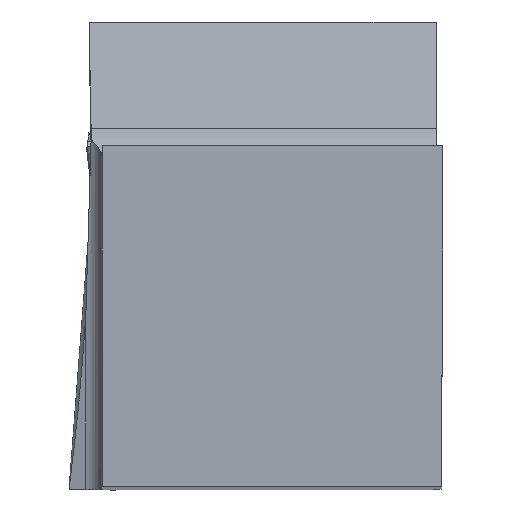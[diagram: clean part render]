
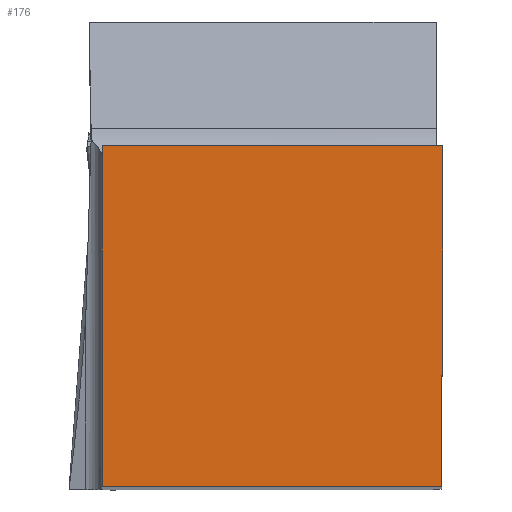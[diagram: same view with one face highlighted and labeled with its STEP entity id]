
A CAD part, top view. The second image highlights one B-rep face of the part: STEP entity #176.
In plain terms, the highlighted planar face has unit normal (0, 0, 1).
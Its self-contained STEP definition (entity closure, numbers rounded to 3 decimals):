
#118=PLANE('',#1525);
#176=ADVANCED_FACE('CU_BACK_SU1',(#256),#118,.F.);
#256=FACE_OUTER_BOUND('',#325,.T.);
#325=EDGE_LOOP('',(#816,#817,#818,#819));
#427=LINE('',#2192,#561);
#432=LINE('',#2226,#566);
#435=LINE('',#2232,#569);
#455=LINE('',#2295,#589);
#561=VECTOR('',#1681,1.);
#566=VECTOR('',#1694,1.);
#569=VECTOR('',#1699,1.);
#589=VECTOR('',#1741,1.);
#816=ORIENTED_EDGE('',*,*,#1267,.T.);
#817=ORIENTED_EDGE('',*,*,#1276,.T.);
#818=ORIENTED_EDGE('',*,*,#1279,.T.);
#819=ORIENTED_EDGE('',*,*,#1303,.F.);
#1129=VERTEX_POINT('',#2191);
#1130=VERTEX_POINT('',#2193);
#1135=VERTEX_POINT('',#2225);
#1137=VERTEX_POINT('',#2231);
#1267=EDGE_CURVE('',#1130,#1129,#427,.T.);
#1276=EDGE_CURVE('',#1129,#1135,#432,.T.);
#1279=EDGE_CURVE('',#1135,#1137,#435,.T.);
#1303=EDGE_CURVE('',#1130,#1137,#455,.T.);
#1525=AXIS2_PLACEMENT_3D('',#2296,#1742,#1743);
#1681=DIRECTION('',(1.,0.,0.));
#1694=DIRECTION('',(0.004,1.,0.));
#1699=DIRECTION('',(-1.,0.,0.));
#1741=DIRECTION('',(0.,1.,0.));
#1742=DIRECTION('',(0.,0.,-1.));
#1743=DIRECTION('',(0.,-1.,0.));
#2191=CARTESIAN_POINT('',(-0.109,0.,0.));
#2192=CARTESIAN_POINT('',(23.244,0.,0.));
#2193=CARTESIAN_POINT('',(-24.875,0.,0.));
#2225=CARTESIAN_POINT('',(0.,24.875,0.));
#2226=CARTESIAN_POINT('',(0.088,44.976,0.));
#2231=CARTESIAN_POINT('',(-24.875,24.875,0.));
#2232=CARTESIAN_POINT('',(23.244,24.875,0.));
#2295=CARTESIAN_POINT('',(-24.875,44.875,0.));
#2296=CARTESIAN_POINT('',(23.244,44.875,0.));
